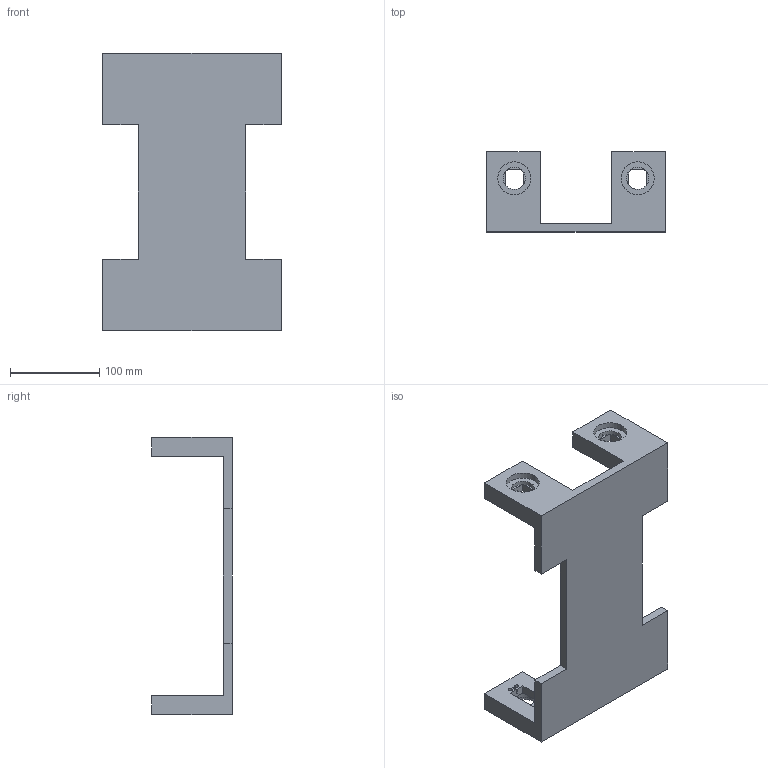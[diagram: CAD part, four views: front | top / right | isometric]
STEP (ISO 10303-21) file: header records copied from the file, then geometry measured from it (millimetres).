
FILE_DESCRIPTION((''),'2;1');
FILE_NAME('MAIN_FRAME','2023-06-22T10:31:39',('Lenovo'),(''),'CREO PARAMETRIC BY PTC INC, 2022073','CREO PARAMETRIC BY PTC INC, 2022073','');
FILE_SCHEMA(('CONFIG_CONTROL_DESIGN'));
Length unit declared in the file: millimetre
Products named in the file (1): MAIN_FRAME
Bounding box: 200 x 90 x 310 mm (x, y, z)
Volume: 835317.4 mm3; surface area: 171275.7 mm2
Topology: 1 solids, 1 shells, 166 faces, 408 edges, 264 vertices
Faces by surface type: plane 118, cylinder 48
Entity records: 4934 total; most frequent: DIRECTION 860, CARTESIAN_POINT 838, ORIENTED_EDGE 816, EDGE_CURVE 408, VECTOR 288, LINE 288, AXIS2_PLACEMENT_3D 286, VERTEX_POINT 264
